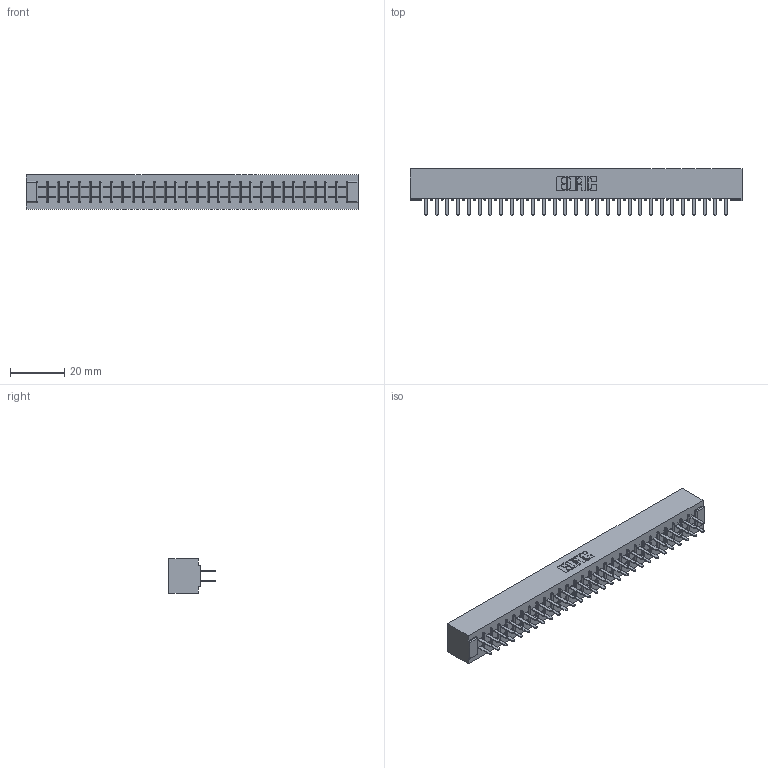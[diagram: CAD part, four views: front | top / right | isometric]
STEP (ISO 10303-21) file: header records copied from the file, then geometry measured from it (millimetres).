
FILE_DESCRIPTION (( 'STEP AP203' ), '1' );
FILE_NAME ('355-058-520-501.STEP', '2019-09-12T13:14:56', ( '' ), ( '' ), 'SwSTEP 2.0', 'SolidWorks 2016', '' );
FILE_SCHEMA (( 'CONFIG_CONTROL_DESIGN' ));
Length unit declared in the file: inch
Products named in the file (3): 305-290-001_520; 305 Part_No Mounting; 355-058-520-501
Assembly tree (59 placements, depth 2):
  355-058-520-501
    305 Part_No Mounting
    305-290-001_520  x58
Bounding box: 122.78 x 17.09 x 12.7 mm (x, y, z)
Volume: 12809.1 mm3; surface area: 17093.8 mm2
Topology: 59 solids, 59 shells, 2776 faces, 7919 edges, 5122 vertices
Faces by surface type: plane 1630, cylinder 1030, sphere 116
Entity records: 32584 total; most frequent: CARTESIAN_POINT 5389, ORIENTED_EDGE 5346, DIRECTION 5221, EDGE_CURVE 2673, VECTOR 2153, LINE 2153, VERTEX_POINT 1702, AXIS2_PLACEMENT_3D 1534
